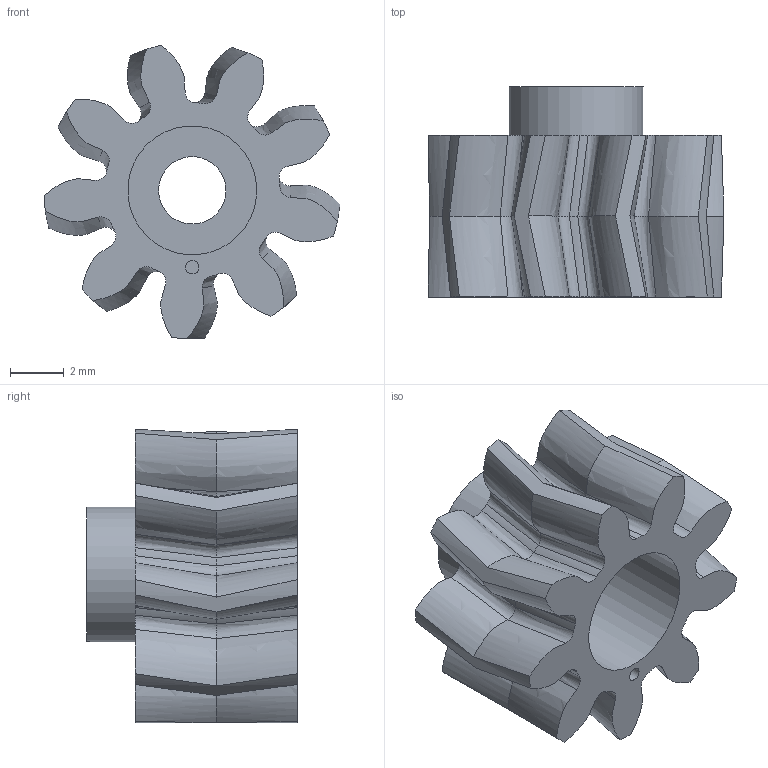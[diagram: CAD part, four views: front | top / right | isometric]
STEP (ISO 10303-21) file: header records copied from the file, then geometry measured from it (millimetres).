
FILE_DESCRIPTION(/* description */ ('STEP AP242','CAx-IF Rec.Pracs.---Representation and Presentation of Product Manufacturing Information (PMI)---4.0---2014-10-13','CAx-IF Rec.Pracs.---3D Tessellated Geometry---0.4---2014-09-14','2;1'),/* implementation_level */ '2;1');
FILE_NAME(/* name */ '6754db3d48535d3dab24569a',/* time_stamp */ '2024-12-07T23:33:19Z',/* author */ (''),/* organization */ (''),/* preprocessor_version */ 'ST-DEVELOPER v20',/* originating_system */ 'ONSHAPE BY PTC INC, 1.190',/* authorisation */ ' ');
FILE_SCHEMA (('AP242_MANAGED_MODEL_BASED_3D_ENGINEERING_MIM_LF { 1 0 10303 442 1 1 4 }'));
Length unit declared in the file: metre
Products named in the file (1): Servo Gear (10 Teeth)
Bounding box: 10.97 x 7.8 x 10.88 mm (x, y, z)
Volume: 286.5 mm3; surface area: 581.5 mm2
Topology: 1 solids, 1 shells, 110 faces, 277 edges, 173 vertices
Faces by surface type: bspline 72, cylinder 32, plane 6
Full cylindrical faces by diameter (mm): 0.5 x1, 2.5 x1, 4.2 x1, 4.78 x1, 5 x1
Entity records: 10590 total; most frequent: CARTESIAN_POINT 8582, ORIENTED_EDGE 542, DIRECTION 296, EDGE_CURVE 271, VERTEX_POINT 172, AXIS2_PLACEMENT_3D 148, EDGE_LOOP 121, FACE_BOUND 121
